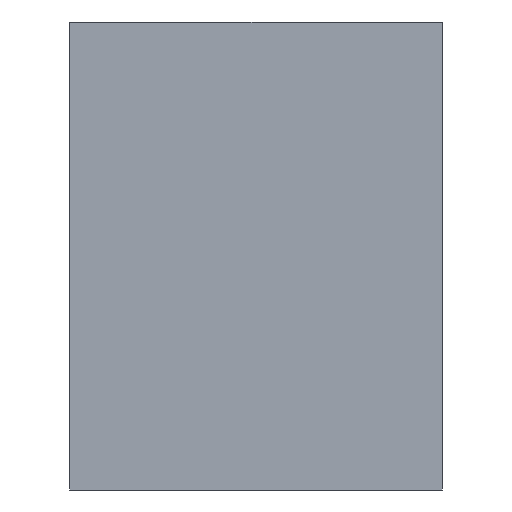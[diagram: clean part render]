
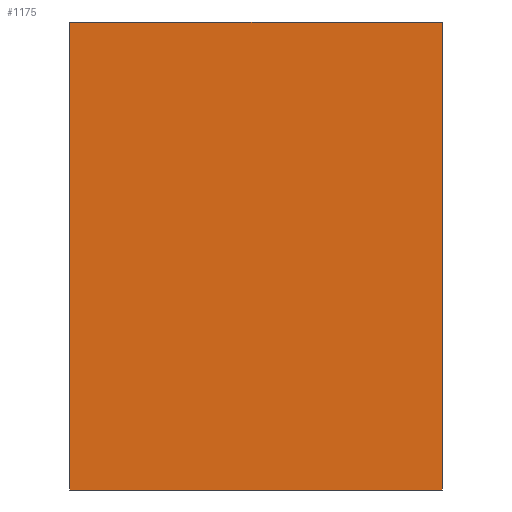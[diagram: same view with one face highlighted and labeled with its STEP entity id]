
A CAD part, front view. The second image highlights one B-rep face of the part: STEP entity #1175.
In plain terms, the highlighted planar face has unit normal (0, -1, 0).
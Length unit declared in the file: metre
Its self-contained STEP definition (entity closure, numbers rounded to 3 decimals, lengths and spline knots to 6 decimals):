
#95=FACE_OUTER_BOUND('',#166,.T.);
#166=EDGE_LOOP('',(#846,#847,#848,#849));
#245=LINE('',#1795,#398);
#249=LINE('',#1803,#402);
#252=LINE('',#1809,#405);
#255=LINE('',#1813,#408);
#398=VECTOR('',#1458,0.01);
#402=VECTOR('',#1464,0.01);
#405=VECTOR('',#1469,0.01);
#408=VECTOR('',#1474,0.01);
#544=VERTEX_POINT('',#1792);
#545=VERTEX_POINT('',#1794);
#548=VERTEX_POINT('',#1802);
#550=VERTEX_POINT('',#1808);
#653=EDGE_CURVE('',#545,#544,#245,.T.);
#657=EDGE_CURVE('',#548,#545,#249,.T.);
#660=EDGE_CURVE('',#550,#548,#252,.T.);
#663=EDGE_CURVE('',#544,#550,#255,.T.);
#846=ORIENTED_EDGE('',*,*,#663,.T.);
#847=ORIENTED_EDGE('',*,*,#660,.T.);
#848=ORIENTED_EDGE('',*,*,#657,.T.);
#849=ORIENTED_EDGE('',*,*,#653,.T.);
#1104=PLANE('',#1337);
#1175=ADVANCED_FACE('',(#95),#1104,.T.);
#1337=AXIS2_PLACEMENT_3D('',#1815,#1477,#1478);
#1458=DIRECTION('',(1.,0.,0.));
#1464=DIRECTION('',(0.,0.,-1.));
#1469=DIRECTION('',(-1.,0.,0.));
#1474=DIRECTION('',(0.,0.,1.));
#1477=DIRECTION('center_axis',(0.,-1.,0.));
#1478=DIRECTION('ref_axis',(0.,0.,-1.));
#1792=CARTESIAN_POINT('',(2.909,-0.1,0.));
#1794=CARTESIAN_POINT('',(0.,-0.1,0.));
#1795=CARTESIAN_POINT('',(2.909,-0.1,0.));
#1802=CARTESIAN_POINT('',(0.,-0.1,3.651));
#1803=CARTESIAN_POINT('',(0.,-0.1,3.651));
#1808=CARTESIAN_POINT('',(2.909,-0.1,3.651));
#1809=CARTESIAN_POINT('',(2.909,-0.1,3.651));
#1813=CARTESIAN_POINT('',(2.909,-0.1,0.));
#1815=CARTESIAN_POINT('Origin',(1.4545,-0.1,1.8255));
